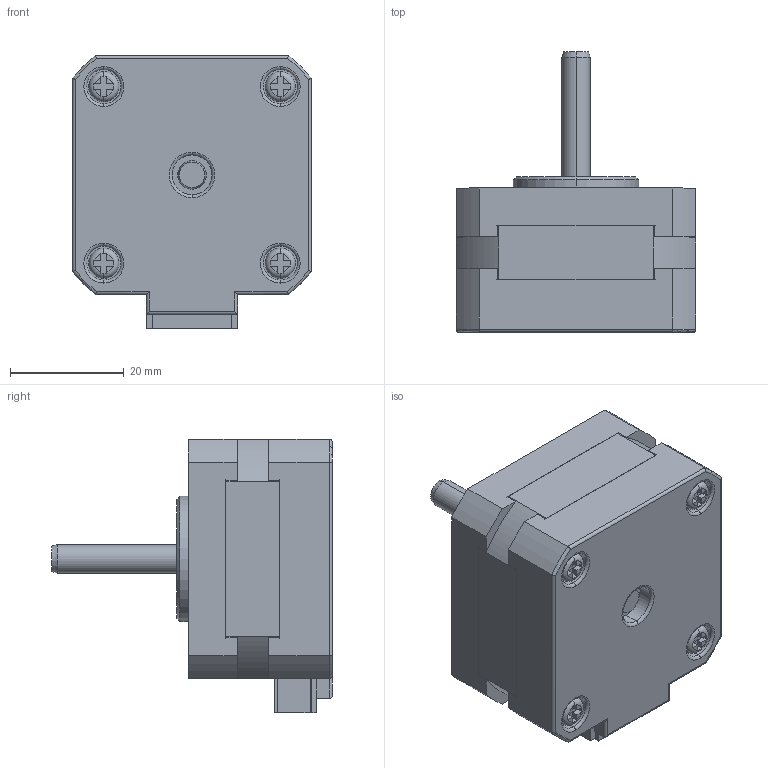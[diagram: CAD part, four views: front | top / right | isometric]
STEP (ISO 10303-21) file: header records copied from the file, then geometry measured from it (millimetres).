
FILE_DESCRIPTION (( 'STEP AP214' ), '1' );
FILE_NAME ('MS17HD5P.STEP', '2016-06-21T03:18:16', ( '' ), ( '' ), 'SwSTEP 2.0', 'SolidWorks 2012', '' );
FILE_SCHEMA (( 'AUTOMOTIVE_DESIGN' ));
Length unit declared in the file: millimetre
Products named in the file (1): MS17HD5P
Bounding box: 42 x 49.3 x 48 mm (x, y, z)
Volume: 44897.5 mm3; surface area: 10922.1 mm2
Topology: 2 solids, 2 shells, 344 faces, 898 edges, 578 vertices
Faces by surface type: plane 242, cylinder 66, torus 22, cone 14
Entity records: 12030 total; most frequent: CARTESIAN_POINT 2145, ORIENTED_EDGE 1796, DIRECTION 1716, EDGE_CURVE 898, VECTOR 634, LINE 634, VERTEX_POINT 578, AXIS2_PLACEMENT_3D 541
